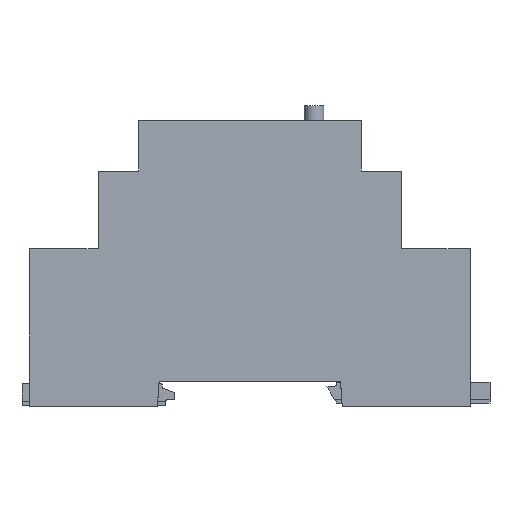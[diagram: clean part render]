
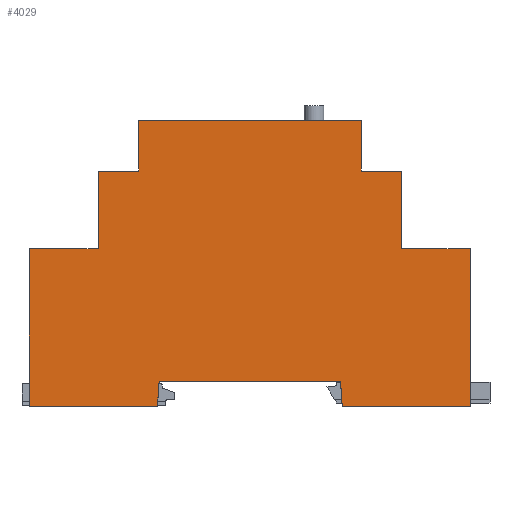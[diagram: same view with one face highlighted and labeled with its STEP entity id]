
A CAD part, left-side view. The second image highlights one B-rep face of the part: STEP entity #4029.
In plain terms, the highlighted planar face has unit normal (-1, 0, 0).
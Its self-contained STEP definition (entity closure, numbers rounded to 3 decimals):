
#4029=ADVANCED_FACE('',(#11163),#11165,.T.);
#11163=FACE_BOUND('',#11164,.T.);
#11164=EDGE_LOOP('',(#17356,#17357,#17358,#17359,#17360,#17361,#17362,#17363,#17364,
#17365,#17366,#17367,#17368,#17369,#17370,#17371));
#11165=PLANE('',#11166);
#11166=AXIS2_PLACEMENT_3D('',#11167,#11168,#11169);
#11167=CARTESIAN_POINT('',(-35.5,0.,0.));
#11168=DIRECTION('',(-1.,0.,0.));
#11169=DIRECTION('',(0.,0.,-1.));
#17356=ORIENTED_EDGE('',*,*,#21312,.T.);
#17357=ORIENTED_EDGE('',*,*,#21313,.T.);
#17358=ORIENTED_EDGE('',*,*,#21314,.T.);
#17359=ORIENTED_EDGE('',*,*,#21315,.T.);
#17360=ORIENTED_EDGE('',*,*,#21316,.T.);
#17361=ORIENTED_EDGE('',*,*,#21317,.T.);
#17362=ORIENTED_EDGE('',*,*,#21318,.T.);
#17363=ORIENTED_EDGE('',*,*,#21319,.T.);
#17364=ORIENTED_EDGE('',*,*,#21320,.T.);
#17365=ORIENTED_EDGE('',*,*,#21321,.T.);
#17366=ORIENTED_EDGE('',*,*,#21322,.T.);
#17367=ORIENTED_EDGE('',*,*,#21293,.T.);
#17368=ORIENTED_EDGE('',*,*,#21311,.T.);
#17369=ORIENTED_EDGE('',*,*,#21323,.T.);
#17370=ORIENTED_EDGE('',*,*,#21324,.T.);
#17371=ORIENTED_EDGE('',*,*,#21325,.T.);
#21293=EDGE_CURVE('',#24827,#24825,#24828,.T.);
#21311=EDGE_CURVE('',#24825,#24859,#24861,.T.);
#21312=EDGE_CURVE('',#24862,#24863,#24864,.T.);
#21313=EDGE_CURVE('',#24863,#24865,#24866,.T.);
#21314=EDGE_CURVE('',#24865,#24867,#24868,.T.);
#21315=EDGE_CURVE('',#24867,#24869,#24870,.T.);
#21316=EDGE_CURVE('',#24869,#24871,#24872,.T.);
#21317=EDGE_CURVE('',#24871,#24873,#24874,.T.);
#21318=EDGE_CURVE('',#24873,#24875,#24876,.T.);
#21319=EDGE_CURVE('',#24875,#24877,#24878,.T.);
#21320=EDGE_CURVE('',#24877,#24879,#24880,.T.);
#21321=EDGE_CURVE('',#24879,#24881,#24882,.T.);
#21322=EDGE_CURVE('',#24881,#24827,#24883,.T.);
#21323=EDGE_CURVE('',#24859,#24884,#24885,.T.);
#21324=EDGE_CURVE('',#24884,#24886,#24887,.T.);
#21325=EDGE_CURVE('',#24886,#24862,#24888,.T.);
#24825=VERTEX_POINT('',#32146);
#24827=VERTEX_POINT('',#32150);
#24828=LINE('',#32151,#32152);
#24859=VERTEX_POINT('',#32216);
#24861=LINE('',#32220,#32221);
#24862=VERTEX_POINT('',#32223);
#24863=VERTEX_POINT('',#32224);
#24864=LINE('',#32225,#32226);
#24865=VERTEX_POINT('',#32228);
#24866=LINE('',#32229,#32230);
#24867=VERTEX_POINT('',#32232);
#24868=LINE('',#32233,#32234);
#24869=VERTEX_POINT('',#32236);
#24870=LINE('',#32237,#32238);
#24871=VERTEX_POINT('',#32240);
#24872=LINE('',#32241,#32242);
#24873=VERTEX_POINT('',#32244);
#24874=LINE('',#32245,#32246);
#24875=VERTEX_POINT('',#32248);
#24876=LINE('',#32249,#32250);
#24877=VERTEX_POINT('',#32252);
#24878=LINE('',#32253,#32254);
#24879=VERTEX_POINT('',#32256);
#24880=LINE('',#32257,#32258);
#24881=VERTEX_POINT('',#32260);
#24882=LINE('',#32261,#32262);
#24883=LINE('',#32264,#32265);
#24884=VERTEX_POINT('',#32267);
#24885=LINE('',#32268,#32269);
#24886=VERTEX_POINT('',#32271);
#24887=LINE('',#32272,#32273);
#24888=LINE('',#32275,#32276);
#32146=CARTESIAN_POINT('',(-35.5,22.5,52.804));
#32150=CARTESIAN_POINT('',(-35.5,-22.5,52.804));
#32151=CARTESIAN_POINT('',(-35.5,-22.5,52.804));
#32152=VECTOR('',#32153,1.);
#32153=DIRECTION('',(0.,1.,0.));
#32216=CARTESIAN_POINT('',(-35.5,22.5,42.606));
#32220=CARTESIAN_POINT('',(-35.5,22.5,52.804));
#32221=VECTOR('',#32222,1.);
#32222=DIRECTION('',(0.,0.,-1.));
#32223=CARTESIAN_POINT('',(-35.5,44.6,26.878));
#32224=CARTESIAN_POINT('',(-35.5,44.6,-4.987));
#32225=CARTESIAN_POINT('',(-35.5,44.6,26.878));
#32226=VECTOR('',#32227,1.);
#32227=DIRECTION('',(0.,0.,-1.));
#32228=CARTESIAN_POINT('',(-35.5,18.7,-4.987));
#32229=CARTESIAN_POINT('',(-35.5,44.6,-4.987));
#32230=VECTOR('',#32231,1.);
#32231=DIRECTION('',(0.,-1.,0.));
#32232=CARTESIAN_POINT('',(-35.5,18.351,0.));
#32233=CARTESIAN_POINT('',(-35.5,18.7,-4.987));
#32234=VECTOR('',#32235,1.);
#32235=DIRECTION('',(0.,-0.07,0.998));
#32236=CARTESIAN_POINT('',(-35.5,-18.351,0.));
#32237=CARTESIAN_POINT('',(-35.5,18.351,0.));
#32238=VECTOR('',#32239,1.);
#32239=DIRECTION('',(0.,-1.,0.));
#32240=CARTESIAN_POINT('',(-35.5,-18.7,-4.987));
#32241=CARTESIAN_POINT('',(-35.5,-18.351,0.));
#32242=VECTOR('',#32243,1.);
#32243=DIRECTION('',(0.,-0.07,-0.998));
#32244=CARTESIAN_POINT('',(-35.5,-44.6,-4.987));
#32245=CARTESIAN_POINT('',(-35.5,-18.7,-4.987));
#32246=VECTOR('',#32247,1.);
#32247=DIRECTION('',(0.,-1.,0.));
#32248=CARTESIAN_POINT('',(-35.5,-44.6,26.878));
#32249=CARTESIAN_POINT('',(-35.5,-44.6,-4.987));
#32250=VECTOR('',#32251,1.);
#32251=DIRECTION('',(0.,0.,1.));
#32252=CARTESIAN_POINT('',(-35.5,-30.7,26.878));
#32253=CARTESIAN_POINT('',(-35.5,-44.6,26.878));
#32254=VECTOR('',#32255,1.);
#32255=DIRECTION('',(0.,1.,0.));
#32256=CARTESIAN_POINT('',(-35.5,-30.7,42.606));
#32257=CARTESIAN_POINT('',(-35.5,-30.7,26.878));
#32258=VECTOR('',#32259,1.);
#32259=DIRECTION('',(0.,0.,1.));
#32260=CARTESIAN_POINT('',(-35.5,-22.5,42.606));
#32261=CARTESIAN_POINT('',(-35.5,-30.7,42.606));
#32262=VECTOR('',#32263,1.);
#32263=DIRECTION('',(0.,1.,0.));
#32264=CARTESIAN_POINT('',(-35.5,-22.5,42.606));
#32265=VECTOR('',#32266,1.);
#32266=DIRECTION('',(0.,0.,1.));
#32267=CARTESIAN_POINT('',(-35.5,30.7,42.606));
#32268=CARTESIAN_POINT('',(-35.5,22.5,42.606));
#32269=VECTOR('',#32270,1.);
#32270=DIRECTION('',(0.,1.,0.));
#32271=CARTESIAN_POINT('',(-35.5,30.7,26.878));
#32272=CARTESIAN_POINT('',(-35.5,30.7,42.606));
#32273=VECTOR('',#32274,1.);
#32274=DIRECTION('',(0.,0.,-1.));
#32275=CARTESIAN_POINT('',(-35.5,30.7,26.878));
#32276=VECTOR('',#32277,1.);
#32277=DIRECTION('',(0.,1.,0.));
